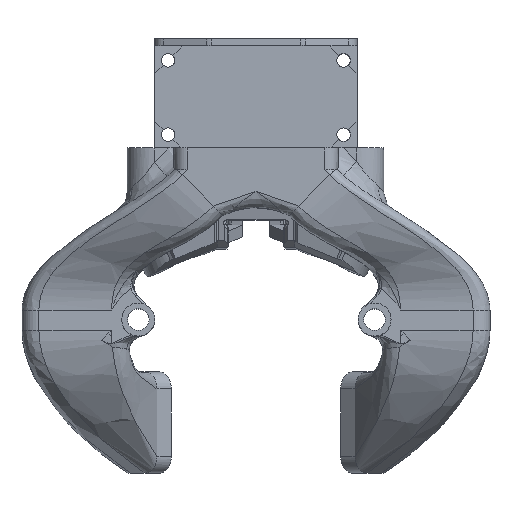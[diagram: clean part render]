
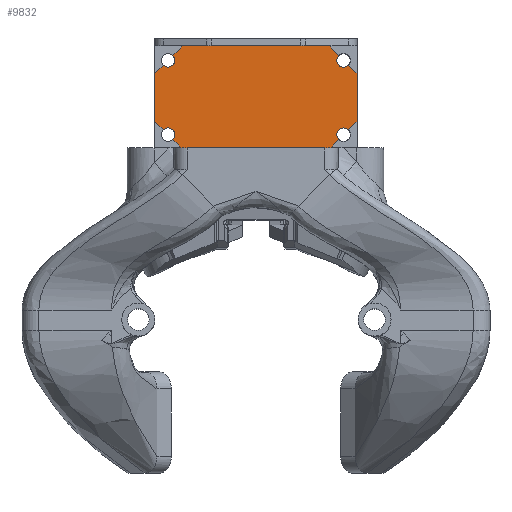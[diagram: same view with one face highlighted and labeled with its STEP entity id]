
A CAD part, top view. The second image highlights one B-rep face of the part: STEP entity #9832.
In plain terms, the highlighted planar face has unit normal (0, 0, 1).
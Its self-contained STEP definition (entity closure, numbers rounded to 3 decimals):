
#1208=PLANE('',#10405);
#1745=FACE_OUTER_BOUND('',#2322,.T.);
#2322=EDGE_LOOP('',(#9103,#9104,#9105,#9106,#9107,#9108,#9109,#9110,#9111,
#9112,#9113,#9114,#9115,#9116,#9117,#9118,#9119,#9120,#9121,#9122));
#2764=LINE('',#25559,#3366);
#2884=LINE('',#27060,#3486);
#2890=LINE('',#27072,#3492);
#2905=LINE('',#27102,#3507);
#2907=LINE('',#27107,#3509);
#2909=LINE('',#27111,#3511);
#2910=LINE('',#27113,#3512);
#2911=LINE('',#27116,#3513);
#2912=LINE('',#27118,#3514);
#2913=LINE('',#27124,#3515);
#2914=LINE('',#27126,#3516);
#2915=LINE('',#27128,#3517);
#2916=LINE('',#27133,#3518);
#2917=LINE('',#27135,#3519);
#3366=VECTOR('',#11810,10.);
#3486=VECTOR('',#11996,10.);
#3492=VECTOR('',#12004,10.);
#3507=VECTOR('',#12035,10.);
#3509=VECTOR('',#12039,10.);
#3511=VECTOR('',#12043,10.);
#3512=VECTOR('',#12044,10.);
#3513=VECTOR('',#12047,10.);
#3514=VECTOR('',#12048,10.);
#3515=VECTOR('',#12053,10.);
#3516=VECTOR('',#12054,10.);
#3517=VECTOR('',#12055,10.);
#3518=VECTOR('',#12060,10.);
#3519=VECTOR('',#12061,10.);
#3740=CIRCLE('',#10406,1.);
#3741=CIRCLE('',#10407,1.);
#3742=CIRCLE('',#10408,1.);
#3743=CIRCLE('',#10409,1.);
#3744=CIRCLE('',#10410,1.);
#3745=CIRCLE('',#10411,1.);
#4507=VERTEX_POINT('',#25556);
#4508=VERTEX_POINT('',#25558);
#4675=VERTEX_POINT('',#27057);
#4676=VERTEX_POINT('',#27059);
#4680=VERTEX_POINT('',#27069);
#4681=VERTEX_POINT('',#27071);
#4688=VERTEX_POINT('',#27099);
#4690=VERTEX_POINT('',#27105);
#4691=VERTEX_POINT('',#27110);
#4692=VERTEX_POINT('',#27112);
#4693=VERTEX_POINT('',#27114);
#4694=VERTEX_POINT('',#27117);
#4695=VERTEX_POINT('',#27119);
#4696=VERTEX_POINT('',#27121);
#4697=VERTEX_POINT('',#27123);
#4698=VERTEX_POINT('',#27125);
#4699=VERTEX_POINT('',#27127);
#4700=VERTEX_POINT('',#27129);
#4701=VERTEX_POINT('',#27131);
#4702=VERTEX_POINT('',#27134);
#5900=EDGE_CURVE('',#4507,#4508,#2764,.T.);
#6147=EDGE_CURVE('',#4675,#4676,#2884,.T.);
#6153=EDGE_CURVE('',#4680,#4681,#2890,.T.);
#6168=EDGE_CURVE('',#4688,#4508,#2905,.T.);
#6170=EDGE_CURVE('',#4690,#4507,#2907,.T.);
#6172=EDGE_CURVE('',#4691,#4676,#2909,.T.);
#6173=EDGE_CURVE('',#4675,#4692,#2910,.T.);
#6174=EDGE_CURVE('',#4693,#4692,#3740,.T.);
#6175=EDGE_CURVE('',#4693,#4681,#2911,.T.);
#6176=EDGE_CURVE('',#4680,#4694,#2912,.T.);
#6177=EDGE_CURVE('',#4695,#4694,#3741,.T.);
#6178=EDGE_CURVE('',#4696,#4695,#3742,.T.);
#6179=EDGE_CURVE('',#4696,#4697,#2913,.T.);
#6180=EDGE_CURVE('',#4698,#4697,#2914,.T.);
#6181=EDGE_CURVE('',#4698,#4699,#2915,.T.);
#6182=EDGE_CURVE('',#4700,#4699,#3743,.T.);
#6183=EDGE_CURVE('',#4701,#4700,#3744,.T.);
#6184=EDGE_CURVE('',#4701,#4688,#2916,.T.);
#6185=EDGE_CURVE('',#4690,#4702,#2917,.T.);
#6186=EDGE_CURVE('',#4691,#4702,#3745,.T.);
#9103=ORIENTED_EDGE('',*,*,#6172,.T.);
#9104=ORIENTED_EDGE('',*,*,#6147,.F.);
#9105=ORIENTED_EDGE('',*,*,#6173,.T.);
#9106=ORIENTED_EDGE('',*,*,#6174,.F.);
#9107=ORIENTED_EDGE('',*,*,#6175,.T.);
#9108=ORIENTED_EDGE('',*,*,#6153,.F.);
#9109=ORIENTED_EDGE('',*,*,#6176,.T.);
#9110=ORIENTED_EDGE('',*,*,#6177,.F.);
#9111=ORIENTED_EDGE('',*,*,#6178,.F.);
#9112=ORIENTED_EDGE('',*,*,#6179,.T.);
#9113=ORIENTED_EDGE('',*,*,#6180,.F.);
#9114=ORIENTED_EDGE('',*,*,#6181,.T.);
#9115=ORIENTED_EDGE('',*,*,#6182,.F.);
#9116=ORIENTED_EDGE('',*,*,#6183,.F.);
#9117=ORIENTED_EDGE('',*,*,#6184,.T.);
#9118=ORIENTED_EDGE('',*,*,#6168,.T.);
#9119=ORIENTED_EDGE('',*,*,#5900,.F.);
#9120=ORIENTED_EDGE('',*,*,#6170,.F.);
#9121=ORIENTED_EDGE('',*,*,#6185,.T.);
#9122=ORIENTED_EDGE('',*,*,#6186,.F.);
#9832=ADVANCED_FACE('',(#1745),#1208,.F.);
#10405=AXIS2_PLACEMENT_3D('',#27109,#12041,#12042);
#10406=AXIS2_PLACEMENT_3D('',#27115,#12045,#12046);
#10407=AXIS2_PLACEMENT_3D('',#27120,#12049,#12050);
#10408=AXIS2_PLACEMENT_3D('',#27122,#12051,#12052);
#10409=AXIS2_PLACEMENT_3D('',#27130,#12056,#12057);
#10410=AXIS2_PLACEMENT_3D('',#27132,#12058,#12059);
#10411=AXIS2_PLACEMENT_3D('',#27136,#12062,#12063);
#11810=DIRECTION('',(1.,0.,0.));
#11996=DIRECTION('',(0.,1.,0.));
#12004=DIRECTION('',(-1.,0.,0.));
#12035=DIRECTION('',(0.,1.,0.));
#12039=DIRECTION('',(0.,1.,0.));
#12041=DIRECTION('center_axis',(0.,0.,
-1.));
#12042=DIRECTION('ref_axis',(1.,0.,0.));
#12043=DIRECTION('',(-0.707,-0.707,0.));
#12044=DIRECTION('',(0.707,-0.707,0.));
#12045=DIRECTION('center_axis',(0.,0.,
1.));
#12046=DIRECTION('ref_axis',(1.,0.,0.));
#12047=DIRECTION('',(0.707,-0.707,0.));
#12048=DIRECTION('',(0.707,0.707,0.));
#12049=DIRECTION('center_axis',(0.,0.,
1.));
#12050=DIRECTION('ref_axis',(1.,0.,0.));
#12051=DIRECTION('center_axis',(0.,0.,
1.));
#12052=DIRECTION('ref_axis',(1.,0.,0.));
#12053=DIRECTION('',(0.707,0.707,0.));
#12054=DIRECTION('',(0.,-1.,0.));
#12055=DIRECTION('',(-0.707,0.707,0.));
#12056=DIRECTION('center_axis',(0.,0.,
1.));
#12057=DIRECTION('ref_axis',(1.,0.,0.));
#12058=DIRECTION('center_axis',(0.,0.,
1.));
#12059=DIRECTION('ref_axis',(1.,0.,0.));
#12060=DIRECTION('',(-0.707,0.707,0.));
#12061=DIRECTION('',(-0.707,-0.707,0.));
#12062=DIRECTION('center_axis',(0.,0.,
1.));
#12063=DIRECTION('ref_axis',(1.,0.,0.));
#25556=CARTESIAN_POINT('',(-21.1,-9.05,15.727));
#25558=CARTESIAN_POINT('',(0.9,-9.05,15.727));
#25559=CARTESIAN_POINT('',(-21.1,-9.05,15.727));
#27057=CARTESIAN_POINT('',(-25.1,-20.25,15.727));
#27059=CARTESIAN_POINT('',(-25.1,-13.25,15.727));
#27060=CARTESIAN_POINT('',(-25.1,-24.25,15.727));
#27069=CARTESIAN_POINT('',(0.9,-24.25,15.727));
#27071=CARTESIAN_POINT('',(-21.1,-24.25,15.727));
#27072=CARTESIAN_POINT('',(4.9,-24.25,15.727));
#27099=CARTESIAN_POINT('',(0.9,-9.25,15.727));
#27102=CARTESIAN_POINT('',(0.9,-9.25,15.727));
#27105=CARTESIAN_POINT('',(-21.1,-9.25,15.727));
#27107=CARTESIAN_POINT('',(-21.1,-9.25,15.727));
#27109=CARTESIAN_POINT('Origin',(-10.1,-16.75,15.727));
#27110=CARTESIAN_POINT('',(-23.807,-11.958,15.727));
#27111=CARTESIAN_POINT('',(-25.1,-13.25,15.727));
#27112=CARTESIAN_POINT('',(-23.807,-21.543,15.727));
#27113=CARTESIAN_POINT('',(-25.1,-20.25,15.727));
#27114=CARTESIAN_POINT('',(-22.392,-22.958,15.727));
#27115=CARTESIAN_POINT('Origin',(-23.1,-22.25,15.727));
#27116=CARTESIAN_POINT('',(-25.1,-20.25,15.727));
#27117=CARTESIAN_POINT('',(2.193,-22.958,15.727));
#27118=CARTESIAN_POINT('',(4.9,-20.25,15.727));
#27119=CARTESIAN_POINT('',(1.9,-22.25,15.727));
#27120=CARTESIAN_POINT('Origin',(2.9,-22.25,15.727));
#27121=CARTESIAN_POINT('',(3.608,-21.543,15.727));
#27122=CARTESIAN_POINT('Origin',(2.9,-22.25,15.727));
#27123=CARTESIAN_POINT('',(4.9,-20.25,15.727));
#27124=CARTESIAN_POINT('',(4.9,-20.25,15.727));
#27125=CARTESIAN_POINT('',(4.9,-13.25,15.727));
#27126=CARTESIAN_POINT('',(4.9,-9.25,15.727));
#27127=CARTESIAN_POINT('',(3.608,-11.958,15.727));
#27128=CARTESIAN_POINT('',(4.9,-13.25,15.727));
#27129=CARTESIAN_POINT('',(1.9,-11.25,15.727));
#27130=CARTESIAN_POINT('Origin',(2.9,-11.25,15.727));
#27131=CARTESIAN_POINT('',(2.193,-10.543,15.727));
#27132=CARTESIAN_POINT('Origin',(2.9,-11.25,15.727));
#27133=CARTESIAN_POINT('',(4.9,-13.25,15.727));
#27134=CARTESIAN_POINT('',(-22.392,-10.543,15.727));
#27135=CARTESIAN_POINT('',(-25.1,-13.25,15.727));
#27136=CARTESIAN_POINT('Origin',(-23.1,-11.25,15.727));
